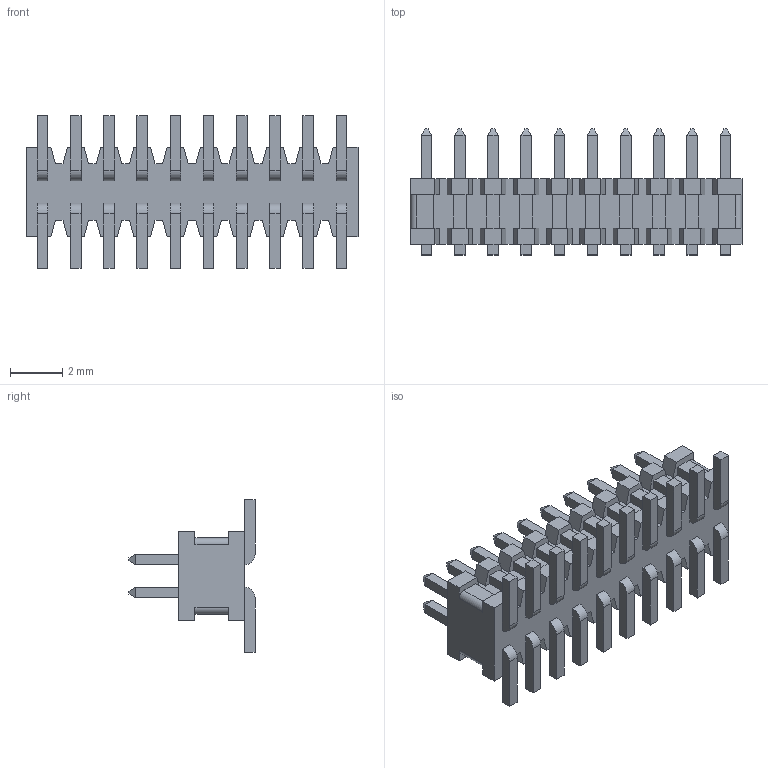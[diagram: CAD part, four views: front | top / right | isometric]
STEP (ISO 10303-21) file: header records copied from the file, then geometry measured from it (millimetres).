
FILE_DESCRIPTION (( 'STEP AP214' ), '1' );
FILE_NAME ('FTSH-110-02-L-DV.STEP', '2020-04-25T10:19:40', ( '' ), ( '' ), 'SwSTEP 2.0', 'SolidWorks 2018', '' );
FILE_SCHEMA (( 'AUTOMOTIVE_DESIGN' ));
Length unit declared in the file: inch
Products named in the file (1): FTSH-110-02-L-DV
Bounding box: 12.7 x 4.83 x 5.84 mm (x, y, z)
Volume: 101.8 mm3; surface area: 512.8 mm2
Topology: 41 solids, 41 shells, 694 faces, 1756 edges, 1144 vertices
Faces by surface type: plane 670, cylinder 24
Entity records: 23248 total; most frequent: CARTESIAN_POINT 3595, ORIENTED_EDGE 3512, DIRECTION 3194, EDGE_CURVE 1756, LINE 1708, VECTOR 1708, VERTEX_POINT 1144, AXIS2_PLACEMENT_3D 743
